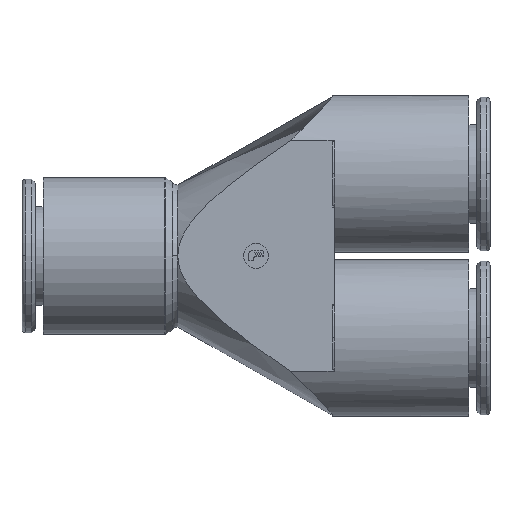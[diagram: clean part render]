
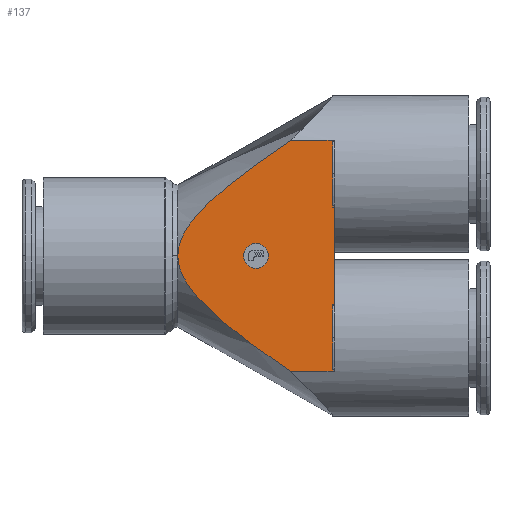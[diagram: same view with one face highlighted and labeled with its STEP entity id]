
A CAD part, top view. The second image highlights one B-rep face of the part: STEP entity #137.
In plain terms, the highlighted planar face has unit normal (0, 0, 1).
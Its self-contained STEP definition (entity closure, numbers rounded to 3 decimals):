
#137=ADVANCED_FACE('',(#351,#352),#353,.T.);
#351=FACE_BOUND('',#588,.T.);
#352=FACE_OUTER_BOUND('',#589,.T.);
#353=PLANE('',#590);
#588=EDGE_LOOP('',(#1345,#1346));
#589=EDGE_LOOP('',(#1347,#1348,#1349,#1350,#1351,#1352,#1353,#1354,#1355,#1356,#1357,#1358,#1359,#1360,#1361));
#590=AXIS2_PLACEMENT_3D('',#1362,#1363,#1364);
#1345=ORIENTED_EDGE('',*,*,#1697,.T.);
#1346=ORIENTED_EDGE('',*,*,#1755,.T.);
#1347=ORIENTED_EDGE('',*,*,#1796,.T.);
#1348=ORIENTED_EDGE('',*,*,#1792,.T.);
#1349=ORIENTED_EDGE('',*,*,#1800,.F.);
#1350=ORIENTED_EDGE('',*,*,#1794,.T.);
#1351=ORIENTED_EDGE('',*,*,#1614,.T.);
#1352=ORIENTED_EDGE('',*,*,#1801,.F.);
#1353=ORIENTED_EDGE('',*,*,#1802,.F.);
#1354=ORIENTED_EDGE('',*,*,#1803,.F.);
#1355=ORIENTED_EDGE('',*,*,#1804,.F.);
#1356=ORIENTED_EDGE('',*,*,#1805,.T.);
#1357=ORIENTED_EDGE('',*,*,#1806,.T.);
#1358=ORIENTED_EDGE('',*,*,#1807,.F.);
#1359=ORIENTED_EDGE('',*,*,#1808,.T.);
#1360=ORIENTED_EDGE('',*,*,#1596,.T.);
#1361=ORIENTED_EDGE('',*,*,#1809,.F.);
#1362=CARTESIAN_POINT('',(32.96,0.,10.0));
#1363=DIRECTION('',(0.0,0.0,1.0));
#1364=DIRECTION('',(0.,-1.0,0.0));
#1596=EDGE_CURVE('',#1930,#1928,#1931,.T.);
#1614=EDGE_CURVE('',#1961,#1959,#1962,.T.);
#1697=EDGE_CURVE('',#2111,#2115,#2117,.T.);
#1755=EDGE_CURVE('',#2115,#2111,#2213,.T.);
#1792=EDGE_CURVE('',#2256,#2254,#2257,.T.);
#1794=EDGE_CURVE('',#2259,#1961,#2260,.T.);
#1796=EDGE_CURVE('',#2262,#2256,#2263,.T.);
#1800=EDGE_CURVE('',#2259,#2254,#2267,.T.);
#1801=EDGE_CURVE('',#2268,#1959,#2269,.T.);
#1802=EDGE_CURVE('',#1861,#2268,#2270,.T.);
#1803=EDGE_CURVE('',#2271,#1861,#2272,.T.);
#1804=EDGE_CURVE('',#2273,#2271,#2274,.T.);
#1805=EDGE_CURVE('',#2273,#2275,#2276,.T.);
#1806=EDGE_CURVE('',#2275,#2277,#2278,.T.);
#1807=EDGE_CURVE('',#2279,#2277,#2280,.T.);
#1808=EDGE_CURVE('',#2279,#1930,#2281,.T.);
#1809=EDGE_CURVE('',#2262,#1928,#2282,.T.);
#1861=VERTEX_POINT('',#2340);
#1928=VERTEX_POINT('',#2522);
#1930=VERTEX_POINT('',#2524);
#1931=B_SPLINE_CURVE_WITH_KNOTS('',3,(#2525,#2526,#2527,#2528,#2529,#2530,#2531,#2532,#2533,#2534),.UNSPECIFIED.,.F.,.F.,(4,2,2,2,4),(4.496,4.592,4.669,4.746,4.823),.UNSPECIFIED.);
#1959=VERTEX_POINT('',#2617);
#1961=VERTEX_POINT('',#2619);
#1962=B_SPLINE_CURVE_WITH_KNOTS('',3,(#2620,#2621,#2622,#2623,#2624,#2625,#2626,#2627,#2628,#2629),.UNSPECIFIED.,.F.,.F.,(4,2,2,2,4),(4.496,4.592,4.669,4.746,4.823),.UNSPECIFIED.);
#2111=VERTEX_POINT('',#2832);
#2115=VERTEX_POINT('',#2837);
#2117=CIRCLE('',#2840,1.75);
#2213=CIRCLE('',#2981,1.75);
#2254=VERTEX_POINT('',#3053);
#2256=VERTEX_POINT('',#3055);
#2257=(B_SPLINE_CURVE(2,(#3057,#3058,#3059),.UNSPECIFIED.,.F.,.F.)B_SPLINE_CURVE_WITH_KNOTS((3,3),(0.0,0.383),.UNSPECIFIED.)RATIONAL_B_SPLINE_CURVE((1.0,1.,1.0))BOUNDED_CURVE()REPRESENTATION_ITEM('')GEOMETRIC_REPRESENTATION_ITEM()CURVE());
#2259=VERTEX_POINT('',#3067);
#2260=(B_SPLINE_CURVE(2,(#3069,#3070,#3071),.UNSPECIFIED.,.F.,.F.)B_SPLINE_CURVE_WITH_KNOTS((3,3),(0.0,0.383),.UNSPECIFIED.)RATIONAL_B_SPLINE_CURVE((1.0,1.,1.0))BOUNDED_CURVE()REPRESENTATION_ITEM('')GEOMETRIC_REPRESENTATION_ITEM()CURVE());
#2262=VERTEX_POINT('',#3079);
#2263=B_SPLINE_CURVE_WITH_KNOTS('',3,(#3080,#3081,#3082,#3083,#3084,#3085,#3086,#3087,#3088,#3089),.UNSPECIFIED.,.F.,.F.,(4,2,2,2,4),(14.161,14.238,14.315,14.392,14.488),.UNSPECIFIED.);
#2267=LINE('',#3094,#3095);
#2268=VERTEX_POINT('',#3096);
#2269=LINE('',#3097,#3098);
#2270=(B_SPLINE_CURVE(2,(#3100,#3101,#3102,#3103,#3104),.UNSPECIFIED.,.F.,.F.)B_SPLINE_CURVE_WITH_KNOTS((3,2,3),(0.0,30.429,60.859),.UNSPECIFIED.)RATIONAL_B_SPLINE_CURVE((1.0,1.277,1.0,1.277,1.0))BOUNDED_CURVE()REPRESENTATION_ITEM('')GEOMETRIC_REPRESENTATION_ITEM()CURVE());
#2271=VERTEX_POINT('',#3111);
#2272=(B_SPLINE_CURVE(2,(#3113,#3114,#3115,#3116,#3117),.UNSPECIFIED.,.F.,.F.)B_SPLINE_CURVE_WITH_KNOTS((3,2,3),(0.0,30.429,60.859),.UNSPECIFIED.)RATIONAL_B_SPLINE_CURVE((1.0,1.277,1.0,1.277,1.0))BOUNDED_CURVE()REPRESENTATION_ITEM('')GEOMETRIC_REPRESENTATION_ITEM()CURVE());
#2273=VERTEX_POINT('',#3124);
#2274=LINE('',#3125,#3126);
#2275=VERTEX_POINT('',#3127);
#2276=B_SPLINE_CURVE_WITH_KNOTS('',3,(#3128,#3129,#3130,#3131,#3132,#3133,#3134,#3135,#3136,#3137),.UNSPECIFIED.,.F.,.F.,(4,2,2,2,4),(14.161,14.238,14.315,14.392,14.488),.UNSPECIFIED.);
#2277=VERTEX_POINT('',#3138);
#2278=(B_SPLINE_CURVE(2,(#3140,#3141,#3142),.UNSPECIFIED.,.F.,.F.)B_SPLINE_CURVE_WITH_KNOTS((3,3),(0.0,0.383),.UNSPECIFIED.)RATIONAL_B_SPLINE_CURVE((1.0,1.,1.0))BOUNDED_CURVE()REPRESENTATION_ITEM('')GEOMETRIC_REPRESENTATION_ITEM()CURVE());
#2279=VERTEX_POINT('',#3149);
#2280=LINE('',#3150,#3151);
#2281=(B_SPLINE_CURVE(2,(#3153,#3154,#3155),.UNSPECIFIED.,.F.,.F.)B_SPLINE_CURVE_WITH_KNOTS((3,3),(0.0,0.383),.UNSPECIFIED.)RATIONAL_B_SPLINE_CURVE((1.0,1.,1.0))BOUNDED_CURVE()REPRESENTATION_ITEM('')GEOMETRIC_REPRESENTATION_ITEM()CURVE());
#2282=LINE('',#3162,#3163);
#2340=CARTESIAN_POINT('',(21.96,0.,10.0));
#2522=CARTESIAN_POINT('',(43.96,-6.849,10.0));
#2524=CARTESIAN_POINT('',(43.795,-6.883,10.0));
#2525=CARTESIAN_POINT('',(43.711,-6.928,10.0));
#2526=CARTESIAN_POINT('',(43.74,-6.909,10.0));
#2527=CARTESIAN_POINT('',(43.771,-6.892,10.0));
#2528=CARTESIAN_POINT('',(43.825,-6.871,10.0));
#2529=CARTESIAN_POINT('',(43.851,-6.862,10.0));
#2530=CARTESIAN_POINT('',(43.906,-6.851,10.0));
#2531=CARTESIAN_POINT('',(43.934,-6.849,10.0));
#2532=CARTESIAN_POINT('',(43.986,-6.849,10.0));
#2533=CARTESIAN_POINT('',(44.014,-6.851,10.0));
#2534=CARTESIAN_POINT('',(44.041,-6.857,10.0));
#2617=CARTESIAN_POINT('',(43.96,16.251,10.0));
#2619=CARTESIAN_POINT('',(43.795,16.217,10.0));
#2620=CARTESIAN_POINT('',(43.711,16.172,10.0));
#2621=CARTESIAN_POINT('',(43.74,16.191,10.0));
#2622=CARTESIAN_POINT('',(43.771,16.208,10.0));
#2623=CARTESIAN_POINT('',(43.825,16.229,10.0));
#2624=CARTESIAN_POINT('',(43.851,16.238,10.0));
#2625=CARTESIAN_POINT('',(43.906,16.249,10.0));
#2626=CARTESIAN_POINT('',(43.934,16.251,10.0));
#2627=CARTESIAN_POINT('',(43.986,16.251,10.0));
#2628=CARTESIAN_POINT('',(44.014,16.249,10.0));
#2629=CARTESIAN_POINT('',(44.041,16.243,10.0));
#2832=CARTESIAN_POINT('',(34.71,0.0,10.0));
#2837=CARTESIAN_POINT('',(31.21,0.,10.0));
#2840=AXIS2_PLACEMENT_3D('',#3608,#3609,#3610);
#2981=AXIS2_PLACEMENT_3D('',#3692,#3693,#3694);
#3053=CARTESIAN_POINT('',(43.96,7.228,10.0));
#3055=CARTESIAN_POINT('',(43.795,6.883,10.0));
#3057=CARTESIAN_POINT('',(43.795,6.883,10.0));
#3058=CARTESIAN_POINT('',(43.881,7.057,10.0));
#3059=CARTESIAN_POINT('',(43.96,7.229,10.0));
#3067=CARTESIAN_POINT('',(43.96,15.872,10.0));
#3069=CARTESIAN_POINT('',(43.96,15.871,10.0));
#3070=CARTESIAN_POINT('',(43.881,16.043,10.0));
#3071=CARTESIAN_POINT('',(43.795,16.217,10.0));
#3079=CARTESIAN_POINT('',(43.96,6.849,10.0));
#3080=CARTESIAN_POINT('',(44.041,6.857,10.0));
#3081=CARTESIAN_POINT('',(44.014,6.851,10.0));
#3082=CARTESIAN_POINT('',(43.986,6.849,10.0));
#3083=CARTESIAN_POINT('',(43.934,6.849,10.0));
#3084=CARTESIAN_POINT('',(43.906,6.851,10.0));
#3085=CARTESIAN_POINT('',(43.851,6.862,10.0));
#3086=CARTESIAN_POINT('',(43.825,6.871,10.0));
#3087=CARTESIAN_POINT('',(43.771,6.892,10.0));
#3088=CARTESIAN_POINT('',(43.74,6.909,10.0));
#3089=CARTESIAN_POINT('',(43.711,6.928,10.0));
#3094=CARTESIAN_POINT('',(43.96,-5.65,10.0));
#3095=VECTOR('',#3807,1.0);
#3096=CARTESIAN_POINT('',(37.817,16.251,10.0));
#3097=CARTESIAN_POINT('',(32.96,16.251,10.0));
#3098=VECTOR('',#3808,1.0);
#3100=CARTESIAN_POINT('',(43.96,-20.267,10.0));
#3101=CARTESIAN_POINT('',(21.96,-6.217,10.0));
#3102=CARTESIAN_POINT('',(21.96,0.,10.0));
#3103=CARTESIAN_POINT('',(21.96,6.217,10.0));
#3104=CARTESIAN_POINT('',(43.96,20.267,10.0));
#3111=CARTESIAN_POINT('',(37.817,-16.251,10.0));
#3113=CARTESIAN_POINT('',(43.96,-20.267,10.0));
#3114=CARTESIAN_POINT('',(21.96,-6.217,10.0));
#3115=CARTESIAN_POINT('',(21.96,0.,10.0));
#3116=CARTESIAN_POINT('',(21.96,6.217,10.0));
#3117=CARTESIAN_POINT('',(43.96,20.267,10.0));
#3124=CARTESIAN_POINT('',(43.96,-16.251,10.0));
#3125=CARTESIAN_POINT('',(32.96,-16.251,10.0));
#3126=VECTOR('',#3809,1.0);
#3127=CARTESIAN_POINT('',(43.795,-16.217,10.0));
#3128=CARTESIAN_POINT('',(44.041,-16.243,10.0));
#3129=CARTESIAN_POINT('',(44.014,-16.249,10.0));
#3130=CARTESIAN_POINT('',(43.986,-16.251,10.0));
#3131=CARTESIAN_POINT('',(43.934,-16.251,10.0));
#3132=CARTESIAN_POINT('',(43.906,-16.249,10.0));
#3133=CARTESIAN_POINT('',(43.851,-16.238,10.0));
#3134=CARTESIAN_POINT('',(43.825,-16.229,10.0));
#3135=CARTESIAN_POINT('',(43.771,-16.208,10.0));
#3136=CARTESIAN_POINT('',(43.74,-16.191,10.0));
#3137=CARTESIAN_POINT('',(43.711,-16.172,10.0));
#3138=CARTESIAN_POINT('',(43.96,-15.872,10.0));
#3140=CARTESIAN_POINT('',(43.795,-16.217,10.0));
#3141=CARTESIAN_POINT('',(43.881,-16.043,10.0));
#3142=CARTESIAN_POINT('',(43.96,-15.872,10.0));
#3149=CARTESIAN_POINT('',(43.96,-7.228,10.0));
#3150=CARTESIAN_POINT('',(43.96,-5.65,10.0));
#3151=VECTOR('',#3810,1.0);
#3153=CARTESIAN_POINT('',(43.96,-7.228,10.0));
#3154=CARTESIAN_POINT('',(43.881,-7.057,10.0));
#3155=CARTESIAN_POINT('',(43.795,-6.883,10.0));
#3162=CARTESIAN_POINT('',(43.96,-5.65,10.0));
#3163=VECTOR('',#3811,1.0);
#3608=CARTESIAN_POINT('',(32.96,0.0,10.0));
#3609=DIRECTION('',(0.0,0.0,-1.0));
#3610=DIRECTION('',(1.0,0.0,0.0));
#3692=CARTESIAN_POINT('',(32.96,0.0,10.0));
#3693=DIRECTION('',(0.0,0.0,-1.0));
#3694=DIRECTION('',(1.0,0.0,0.0));
#3807=DIRECTION('',(0.,-1.0,0.0));
#3808=DIRECTION('',(1.0,0.,0.0));
#3809=DIRECTION('',(-1.0,0.,-0.0));
#3810=DIRECTION('',(0.,-1.0,0.0));
#3811=DIRECTION('',(0.,-1.0,0.0));
